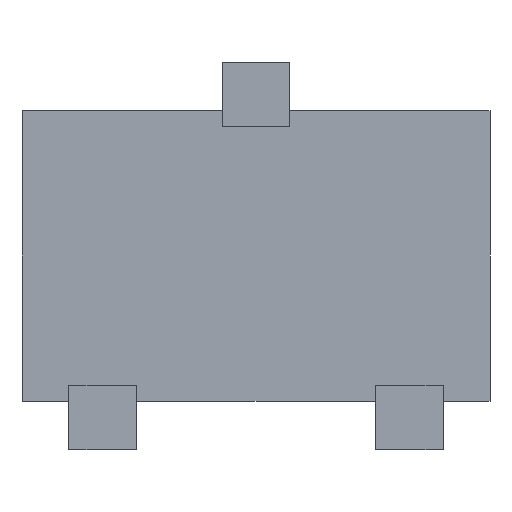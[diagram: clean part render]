
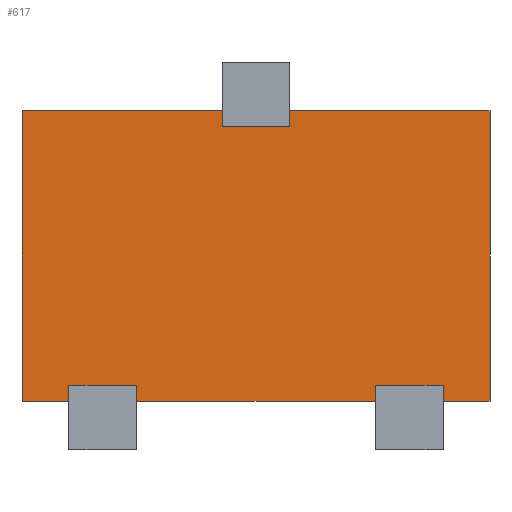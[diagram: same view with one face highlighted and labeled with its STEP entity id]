
A CAD part, front view. The second image highlights one B-rep face of the part: STEP entity #617.
In plain terms, the highlighted planar face has unit normal (0, -1, 0).
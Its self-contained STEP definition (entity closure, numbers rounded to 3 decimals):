
#33=FACE_OUTER_BOUND('',#69,.T.);
#69=EDGE_LOOP('',(#449,#450,#451,#452,#453,#454,#455,#456,#457,#458,#459,
#460,#461,#462,#463,#464));
#96=LINE('',#861,#180);
#98=LINE('',#867,#182);
#101=LINE('',#872,#185);
#107=LINE('',#884,#191);
#109=LINE('',#890,#193);
#112=LINE('',#895,#196);
#118=LINE('',#907,#202);
#120=LINE('',#913,#204);
#123=LINE('',#918,#207);
#126=LINE('',#923,#210);
#127=LINE('',#925,#211);
#128=LINE('',#927,#212);
#129=LINE('',#928,#213);
#130=LINE('',#930,#214);
#131=LINE('',#932,#215);
#132=LINE('',#933,#216);
#180=VECTOR('',#701,10.);
#182=VECTOR('',#705,10.);
#185=VECTOR('',#710,10.);
#191=VECTOR('',#720,10.);
#193=VECTOR('',#724,10.);
#196=VECTOR('',#729,10.);
#202=VECTOR('',#739,10.);
#204=VECTOR('',#743,10.);
#207=VECTOR('',#748,10.);
#210=VECTOR('',#755,10.);
#211=VECTOR('',#756,10.);
#212=VECTOR('',#757,10.);
#213=VECTOR('',#758,10.);
#214=VECTOR('',#759,10.);
#215=VECTOR('',#760,10.);
#216=VECTOR('',#761,10.);
#262=VERTEX_POINT('',#855);
#264=VERTEX_POINT('',#859);
#265=VERTEX_POINT('',#863);
#267=VERTEX_POINT('',#866);
#270=VERTEX_POINT('',#878);
#272=VERTEX_POINT('',#882);
#273=VERTEX_POINT('',#886);
#275=VERTEX_POINT('',#889);
#278=VERTEX_POINT('',#901);
#280=VERTEX_POINT('',#905);
#281=VERTEX_POINT('',#909);
#283=VERTEX_POINT('',#912);
#285=VERTEX_POINT('',#924);
#286=VERTEX_POINT('',#926);
#287=VERTEX_POINT('',#929);
#288=VERTEX_POINT('',#931);
#320=EDGE_CURVE('',#262,#264,#96,.T.);
#322=EDGE_CURVE('',#267,#265,#98,.T.);
#325=EDGE_CURVE('',#264,#267,#101,.T.);
#331=EDGE_CURVE('',#270,#272,#107,.T.);
#333=EDGE_CURVE('',#275,#273,#109,.T.);
#336=EDGE_CURVE('',#272,#275,#112,.T.);
#342=EDGE_CURVE('',#278,#280,#118,.T.);
#344=EDGE_CURVE('',#283,#281,#120,.T.);
#347=EDGE_CURVE('',#280,#283,#123,.T.);
#350=EDGE_CURVE('',#265,#270,#126,.T.);
#351=EDGE_CURVE('',#273,#285,#127,.T.);
#352=EDGE_CURVE('',#285,#286,#128,.T.);
#353=EDGE_CURVE('',#286,#278,#129,.T.);
#354=EDGE_CURVE('',#281,#287,#130,.T.);
#355=EDGE_CURVE('',#287,#288,#131,.T.);
#356=EDGE_CURVE('',#288,#262,#132,.T.);
#449=ORIENTED_EDGE('',*,*,#320,.T.);
#450=ORIENTED_EDGE('',*,*,#325,.T.);
#451=ORIENTED_EDGE('',*,*,#322,.T.);
#452=ORIENTED_EDGE('',*,*,#350,.T.);
#453=ORIENTED_EDGE('',*,*,#331,.T.);
#454=ORIENTED_EDGE('',*,*,#336,.T.);
#455=ORIENTED_EDGE('',*,*,#333,.T.);
#456=ORIENTED_EDGE('',*,*,#351,.T.);
#457=ORIENTED_EDGE('',*,*,#352,.T.);
#458=ORIENTED_EDGE('',*,*,#353,.T.);
#459=ORIENTED_EDGE('',*,*,#342,.T.);
#460=ORIENTED_EDGE('',*,*,#347,.T.);
#461=ORIENTED_EDGE('',*,*,#344,.T.);
#462=ORIENTED_EDGE('',*,*,#354,.T.);
#463=ORIENTED_EDGE('',*,*,#355,.T.);
#464=ORIENTED_EDGE('',*,*,#356,.T.);
#581=PLANE('',#670);
#617=ADVANCED_FACE('',(#33),#581,.F.);
#670=AXIS2_PLACEMENT_3D('',#922,#753,#754);
#701=DIRECTION('',(0.,0.,1.));
#705=DIRECTION('',(0.,0.,-1.));
#710=DIRECTION('',(1.,0.,0.));
#720=DIRECTION('',(0.,0.,1.));
#724=DIRECTION('',(0.,0.,-1.));
#729=DIRECTION('',(1.,0.,0.));
#739=DIRECTION('',(0.,0.,-1.));
#743=DIRECTION('',(0.,0.,1.));
#748=DIRECTION('',(-1.,0.,0.));
#753=DIRECTION('center_axis',(0.,1.,0.));
#754=DIRECTION('ref_axis',(0.,0.,1.));
#755=DIRECTION('',(1.,0.,0.));
#756=DIRECTION('',(1.,0.,0.));
#757=DIRECTION('',(0.,0.,1.));
#758=DIRECTION('',(-1.,0.,0.));
#759=DIRECTION('',(-1.,0.,0.));
#760=DIRECTION('',(0.,0.,-1.));
#761=DIRECTION('',(1.,0.,0.));
#855=CARTESIAN_POINT('',(-1.16,0.,-0.9));
#859=CARTESIAN_POINT('',(-1.16,0.,-0.8));
#861=CARTESIAN_POINT('',(-1.16,0.,-0.6));
#863=CARTESIAN_POINT('',(-0.74,0.,-0.9));
#866=CARTESIAN_POINT('',(-0.74,0.,-0.8));
#867=CARTESIAN_POINT('',(-0.74,0.,-0.4));
#872=CARTESIAN_POINT('',(-0.58,0.,-0.8));
#878=CARTESIAN_POINT('',(0.74,0.,-0.9));
#882=CARTESIAN_POINT('',(0.74,0.,-0.8));
#884=CARTESIAN_POINT('',(0.74,0.,-0.6));
#886=CARTESIAN_POINT('',(1.16,0.,-0.9));
#889=CARTESIAN_POINT('',(1.16,0.,-0.8));
#890=CARTESIAN_POINT('',(1.16,0.,-0.4));
#895=CARTESIAN_POINT('',(0.37,0.,-0.8));
#901=CARTESIAN_POINT('',(0.21,0.,0.9));
#905=CARTESIAN_POINT('',(0.21,0.,0.8));
#907=CARTESIAN_POINT('',(0.21,0.,0.6));
#909=CARTESIAN_POINT('',(-0.21,0.,0.9));
#912=CARTESIAN_POINT('',(-0.21,0.,0.8));
#913=CARTESIAN_POINT('',(-0.21,0.,0.4));
#918=CARTESIAN_POINT('',(0.105,0.,0.8));
#922=CARTESIAN_POINT('Origin',(0.,0.,0.));
#923=CARTESIAN_POINT('',(-1.45,0.,-0.9));
#924=CARTESIAN_POINT('',(1.45,0.,-0.9));
#925=CARTESIAN_POINT('',(-1.45,0.,-0.9));
#926=CARTESIAN_POINT('',(1.45,0.,0.9));
#927=CARTESIAN_POINT('',(1.45,0.,-0.9));
#928=CARTESIAN_POINT('',(1.45,0.,0.9));
#929=CARTESIAN_POINT('',(-1.45,0.,0.9));
#930=CARTESIAN_POINT('',(1.45,0.,0.9));
#931=CARTESIAN_POINT('',(-1.45,0.,-0.9));
#932=CARTESIAN_POINT('',(-1.45,0.,0.9));
#933=CARTESIAN_POINT('',(-1.45,0.,-0.9));
